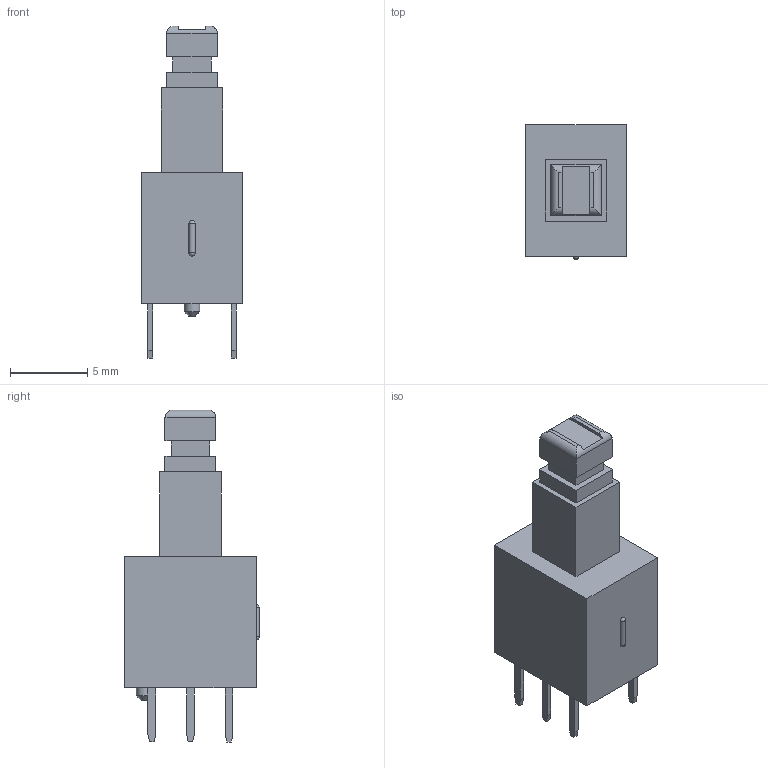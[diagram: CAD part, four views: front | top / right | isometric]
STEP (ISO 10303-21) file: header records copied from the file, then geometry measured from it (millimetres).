
FILE_DESCRIPTION(/* description */ (''),/* implementation_level */ '2;1');
FILE_NAME(/* name */ 'ALPSALPINE_Button.step',/* time_stamp */ '2021-12-28T18:29:58+01:00',/* author */ (''),/* organization */ (''),/* preprocessor_version */ 'ST-DEVELOPER v18.1',/* originating_system */ 'Autodesk Translation Framework v10.10.0.1391',/* authorisation */ '');
FILE_SCHEMA (('AUTOMOTIVE_DESIGN { 1 0 10303 214 3 1 1 }'));
Length unit declared in the file: millimetre
Products named in the file (2): ALPSALPINE_Button; SPPH410200-2 v1
Assembly tree (1 placements, depth 2):
  ALPSALPINE_Button
    SPPH410200-2 v1
Bounding box: 6.5 x 8.7 x 21.5 mm (x, y, z)
Volume: 598.6 mm3; surface area: 545.4 mm2
Topology: 1 solids, 1 shells, 82 faces, 202 edges, 133 vertices
Faces by surface type: plane 73, cylinder 6, sphere 2, cone 1
Full cylindrical faces by diameter (mm): 1 x1
Entity records: 2481 total; most frequent: CARTESIAN_POINT 419, ORIENTED_EDGE 402, DIRECTION 388, EDGE_CURVE 201, LINE 184, VECTOR 184, VERTEX_POINT 133, AXIS2_PLACEMENT_3D 102
